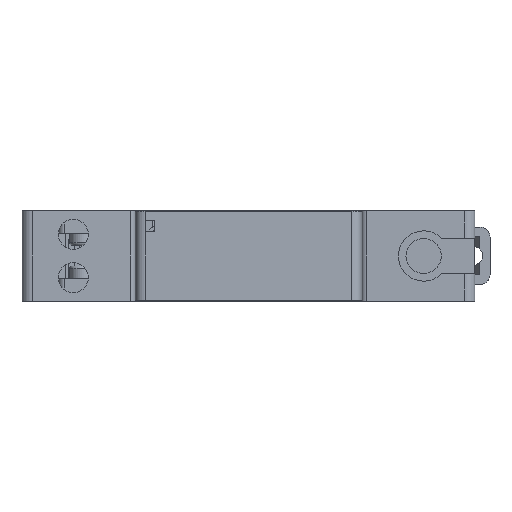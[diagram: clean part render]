
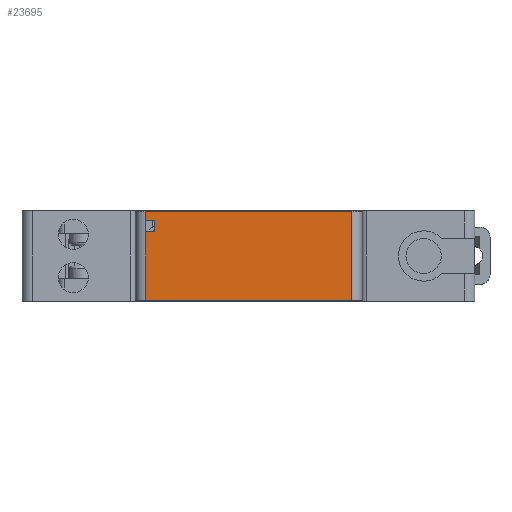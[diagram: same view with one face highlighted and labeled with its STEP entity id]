
A CAD part, front view. The second image highlights one B-rep face of the part: STEP entity #23695.
In plain terms, the highlighted planar face has unit normal (0, -1, 0).
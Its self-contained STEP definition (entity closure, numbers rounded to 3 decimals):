
#20914=DIRECTION('',(0.,0.,1.));
#20915=VECTOR('',#20914,41.);
#20916=CARTESIAN_POINT('',(-17.6,-47.,2.));
#20917=LINE('',#20916,#20915);
#21154=DIRECTION('',(0.,0.,-1.));
#21155=VECTOR('',#21154,41.);
#21156=CARTESIAN_POINT('',(0.1,-47.,43.));
#21157=LINE('',#21156,#21155);
#21543=DIRECTION('',(-1.,0.,0.));
#21544=VECTOR('',#21543,1.9);
#21545=CARTESIAN_POINT('',(0.1,-47.,43.));
#21546=LINE('',#21545,#21544);
#21551=DIRECTION('',(-1.,0.,0.));
#21552=VECTOR('',#21551,13.6);
#21553=CARTESIAN_POINT('',(-4.,-47.,43.));
#21554=LINE('',#21553,#21552);
#21555=DIRECTION('',(-1.,0.,0.));
#21556=VECTOR('',#21555,17.7);
#21557=CARTESIAN_POINT('',(0.1,-47.,2.));
#21558=LINE('',#21557,#21556);
#21559=DIRECTION('',(0.,0.,-1.));
#21560=VECTOR('',#21559,1.8);
#21561=CARTESIAN_POINT('',(-4.,-47.,43.));
#21562=LINE('',#21561,#21560);
#21563=DIRECTION('',(1.,0.,0.));
#21564=VECTOR('',#21563,2.2);
#21565=CARTESIAN_POINT('',(-4.,-47.,41.2));
#21566=LINE('',#21565,#21564);
#21567=DIRECTION('',(0.,0.,-1.));
#21568=VECTOR('',#21567,1.8);
#21569=CARTESIAN_POINT('',(-1.8,-47.,43.));
#21570=LINE('',#21569,#21568);
#22319=CARTESIAN_POINT('',(0.1,-47.,2.));
#22321=VERTEX_POINT('',#22319);
#22405=CARTESIAN_POINT('',(0.1,-47.,43.));
#22406=VERTEX_POINT('',#22405);
#22461=CARTESIAN_POINT('',(-17.6,-47.,2.));
#22462=VERTEX_POINT('',#22461);
#22463=CARTESIAN_POINT('',(-17.6,-47.,43.));
#22464=VERTEX_POINT('',#22463);
#22631=CARTESIAN_POINT('',(-1.8,-47.,43.));
#22632=VERTEX_POINT('',#22631);
#22633=CARTESIAN_POINT('',(-4.,-47.,43.));
#22634=VERTEX_POINT('',#22633);
#22643=CARTESIAN_POINT('',(-4.,-47.,41.2));
#22644=VERTEX_POINT('',#22643);
#22645=CARTESIAN_POINT('',(-1.8,-47.,41.2));
#22646=VERTEX_POINT('',#22645);
#23676=CARTESIAN_POINT('',(-17.5,-47.,0.));
#23677=DIRECTION('',(0.,-1.,0.));
#23678=DIRECTION('',(1.,0.,0.));
#23679=AXIS2_PLACEMENT_3D('',#23676,#23677,#23678);
#23680=PLANE('',#23679);
#23681=ORIENTED_EDGE('',*,*,#23664,.F.);
#23682=ORIENTED_EDGE('',*,*,#23080,.T.);
#23684=ORIENTED_EDGE('',*,*,#23683,.T.);
#23685=ORIENTED_EDGE('',*,*,#22959,.T.);
#23686=ORIENTED_EDGE('',*,*,#23668,.F.);
#23688=ORIENTED_EDGE('',*,*,#23687,.T.);
#23690=ORIENTED_EDGE('',*,*,#23689,.T.);
#23692=ORIENTED_EDGE('',*,*,#23691,.F.);
#23693=EDGE_LOOP('',(#23681,#23682,#23684,#23685,#23686,#23688,#23690,#23692));
#23694=FACE_OUTER_BOUND('',#23693,.F.);
#22959=EDGE_CURVE('',#22462,#22464,#20917,.T.);
#23080=EDGE_CURVE('',#22406,#22321,#21157,.T.);
#23664=EDGE_CURVE('',#22406,#22632,#21546,.T.);
#23668=EDGE_CURVE('',#22634,#22464,#21554,.T.);
#23683=EDGE_CURVE('',#22321,#22462,#21558,.T.);
#23687=EDGE_CURVE('',#22634,#22644,#21562,.T.);
#23689=EDGE_CURVE('',#22644,#22646,#21566,.T.);
#23691=EDGE_CURVE('',#22632,#22646,#21570,.T.);
#23695=ADVANCED_FACE('',(#23694),#23680,.T.);
